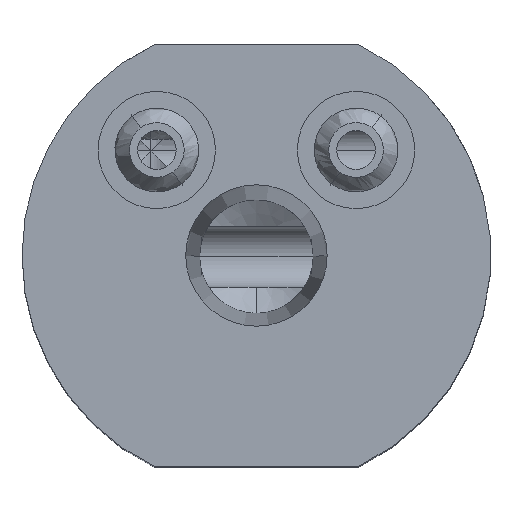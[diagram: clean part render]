
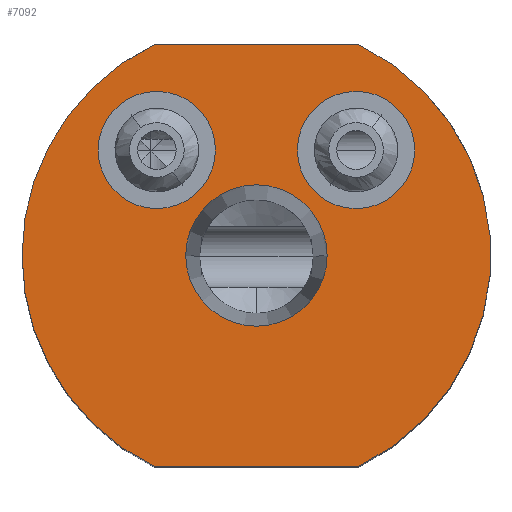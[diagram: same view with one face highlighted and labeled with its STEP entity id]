
A CAD part, top view. The second image highlights one B-rep face of the part: STEP entity #7092.
In plain terms, the highlighted planar face has unit normal (0, 0, 1).
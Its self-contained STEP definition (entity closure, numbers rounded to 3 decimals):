
#3 = CARTESIAN_POINT ( 'NONE',  ( -8.5, 9., 82. ) ) ;
#150 = ORIENTED_EDGE ( 'NONE', *, *, #840, .T. ) ;
#223 = EDGE_CURVE ( 'NONE', #4011, #475, #3013, .T. ) ;
#279 = CARTESIAN_POINT ( 'NONE',  ( 0., 0., 82. ) ) ;
#302 = AXIS2_PLACEMENT_3D ( 'NONE', #901, #2530, #6993 ) ;
#303 = VERTEX_POINT ( 'NONE', #2488 ) ;
#326 = EDGE_CURVE ( 'NONE', #303, #4869, #5543, .T. ) ;
#331 = CARTESIAN_POINT ( 'NONE',  ( -8.718, 18., 82. ) ) ;
#332 = ORIENTED_EDGE ( 'NONE', *, *, #6812, .T. ) ;
#373 = VERTEX_POINT ( 'NONE', #3714 ) ;
#475 = VERTEX_POINT ( 'NONE', #331 ) ;
#493 = AXIS2_PLACEMENT_3D ( 'NONE', #4501, #4480, #3840 ) ;
#759 = AXIS2_PLACEMENT_3D ( 'NONE', #1987, #2539, #4706 ) ;
#807 = CARTESIAN_POINT ( 'NONE',  ( 8.718, -18., 82. ) ) ;
#838 = EDGE_LOOP ( 'NONE', ( #3560, #332 ) ) ;
#840 = EDGE_CURVE ( 'NONE', #4551, #303, #4231, .T. ) ;
#901 = CARTESIAN_POINT ( 'NONE',  ( 8.5, 9., 82. ) ) ;
#952 = AXIS2_PLACEMENT_3D ( 'NONE', #1791, #1858, #3459 ) ;
#1062 = ORIENTED_EDGE ( 'NONE', *, *, #2707, .F. ) ;
#1131 = DIRECTION ( 'NONE',  ( 0., 0., 1. ) ) ;
#1157 = DIRECTION ( 'NONE',  ( 1., 0., 0. ) ) ;
#1229 = CARTESIAN_POINT ( 'NONE',  ( 0., 0., 82. ) ) ;
#1262 = CARTESIAN_POINT ( 'NONE',  ( 8.718, 18., 82. ) ) ;
#1275 = VERTEX_POINT ( 'NONE', #6477 ) ;
#1450 = CIRCLE ( 'NONE', #1704, 6.032 ) ;
#1664 = ORIENTED_EDGE ( 'NONE', *, *, #6037, .T. ) ;
#1677 = DIRECTION ( 'NONE',  ( 0., 0., -1. ) ) ;
#1704 = AXIS2_PLACEMENT_3D ( 'NONE', #279, #4712, #6401 ) ;
#1772 = CARTESIAN_POINT ( 'NONE',  ( 0., 18., 82. ) ) ;
#1791 = CARTESIAN_POINT ( 'NONE',  ( 0., 0., 82. ) ) ;
#1846 = DIRECTION ( 'NONE',  ( 0., 0., -1. ) ) ;
#1858 = DIRECTION ( 'NONE',  ( 0., 0., 1. ) ) ;
#1904 = CIRCLE ( 'NONE', #759, 5. ) ;
#1951 = ORIENTED_EDGE ( 'NONE', *, *, #3492, .T. ) ;
#1987 = CARTESIAN_POINT ( 'NONE',  ( -8.5, 9., 82. ) ) ;
#2300 = DIRECTION ( 'NONE',  ( 1., 0., 0. ) ) ;
#2488 = CARTESIAN_POINT ( 'NONE',  ( -8.718, -18., 82. ) ) ;
#2530 = DIRECTION ( 'NONE',  ( 0., 0., -1. ) ) ;
#2539 = DIRECTION ( 'NONE',  ( 0., 0., -1. ) ) ;
#2613 = DIRECTION ( 'NONE',  ( 0., 0., -1. ) ) ;
#2688 = CARTESIAN_POINT ( 'NONE',  ( 3.5, 9., 82. ) ) ;
#2707 = EDGE_CURVE ( 'NONE', #4011, #4869, #5284, .T. ) ;
#2721 = VERTEX_POINT ( 'NONE', #2688 ) ;
#2740 = AXIS2_PLACEMENT_3D ( 'NONE', #4415, #1131, #5001 ) ;
#2773 = FACE_OUTER_BOUND ( 'NONE', #5820, .T. ) ;
#2838 = DIRECTION ( 'NONE',  ( 1., 0., 0. ) ) ;
#2898 = EDGE_LOOP ( 'NONE', ( #7056, #1664 ) ) ;
#2924 = CIRCLE ( 'NONE', #2945, 6.032 ) ;
#2945 = AXIS2_PLACEMENT_3D ( 'NONE', #1229, #1846, #2300 ) ;
#3013 = LINE ( 'NONE', #1772, #6740 ) ;
#3123 = AXIS2_PLACEMENT_3D ( 'NONE', #3276, #2613, #3775 ) ;
#3208 = CIRCLE ( 'NONE', #3252, 5. ) ;
#3252 = AXIS2_PLACEMENT_3D ( 'NONE', #3, #1677, #1157 ) ;
#3276 = CARTESIAN_POINT ( 'NONE',  ( 0., 0., 82. ) ) ;
#3396 = VERTEX_POINT ( 'NONE', #6664 ) ;
#3457 = CARTESIAN_POINT ( 'NONE',  ( -6.032, 0., 82. ) ) ;
#3459 = DIRECTION ( 'NONE',  ( -1., 0., 0. ) ) ;
#3492 = EDGE_CURVE ( 'NONE', #2721, #3396, #5635, .T. ) ;
#3560 = ORIENTED_EDGE ( 'NONE', *, *, #6970, .T. ) ;
#3598 = CARTESIAN_POINT ( 'NONE',  ( -15.197, -18., 82. ) ) ;
#3714 = CARTESIAN_POINT ( 'NONE',  ( -3.5, 9., 82. ) ) ;
#3743 = ORIENTED_EDGE ( 'NONE', *, *, #4819, .T. ) ;
#3775 = DIRECTION ( 'NONE',  ( -1., 0., 0. ) ) ;
#3788 = VECTOR ( 'NONE', #4283, 1000. ) ;
#3840 = DIRECTION ( 'NONE',  ( -1., 0., 0. ) ) ;
#3976 = FACE_BOUND ( 'NONE', #838, .T. ) ;
#3979 = EDGE_CURVE ( 'NONE', #475, #4551, #6671, .T. ) ;
#3998 = ORIENTED_EDGE ( 'NONE', *, *, #223, .T. ) ;
#4011 = VERTEX_POINT ( 'NONE', #1262 ) ;
#4149 = CIRCLE ( 'NONE', #6647, 5. ) ;
#4231 = CIRCLE ( 'NONE', #493, 20. ) ;
#4283 = DIRECTION ( 'NONE',  ( 1., 0., 0. ) ) ;
#4415 = CARTESIAN_POINT ( 'NONE',  ( 0., 0., 82. ) ) ;
#4480 = DIRECTION ( 'NONE',  ( 0., 0., 1. ) ) ;
#4501 = CARTESIAN_POINT ( 'NONE',  ( 0., 0., 82. ) ) ;
#4541 = CARTESIAN_POINT ( 'NONE',  ( -20., 0., 82. ) ) ;
#4551 = VERTEX_POINT ( 'NONE', #4541 ) ;
#4558 = VERTEX_POINT ( 'NONE', #3457 ) ;
#4562 = CARTESIAN_POINT ( 'NONE',  ( 8.5, 9., 82. ) ) ;
#4706 = DIRECTION ( 'NONE',  ( 1., 0., 0. ) ) ;
#4712 = DIRECTION ( 'NONE',  ( 0., 0., -1. ) ) ;
#4783 = ORIENTED_EDGE ( 'NONE', *, *, #326, .T. ) ;
#4819 = EDGE_CURVE ( 'NONE', #3396, #2721, #4149, .T. ) ;
#4869 = VERTEX_POINT ( 'NONE', #807 ) ;
#5001 = DIRECTION ( 'NONE',  ( 1., 0., 0. ) ) ;
#5284 = CIRCLE ( 'NONE', #3123, 20. ) ;
#5320 = VERTEX_POINT ( 'NONE', #6546 ) ;
#5543 = LINE ( 'NONE', #3598, #3788 ) ;
#5635 = CIRCLE ( 'NONE', #302, 5. ) ;
#5820 = EDGE_LOOP ( 'NONE', ( #4783, #1062, #3998, #6468, #150 ) ) ;
#5991 = FACE_BOUND ( 'NONE', #6358, .T. ) ;
#6037 = EDGE_CURVE ( 'NONE', #4558, #1275, #2924, .T. ) ;
#6046 = PLANE ( 'NONE',  #2740 ) ;
#6155 = DIRECTION ( 'NONE',  ( 0., 0., -1. ) ) ;
#6350 = EDGE_CURVE ( 'NONE', #1275, #4558, #1450, .T. ) ;
#6358 = EDGE_LOOP ( 'NONE', ( #3743, #1951 ) ) ;
#6401 = DIRECTION ( 'NONE',  ( 1., 0., 0. ) ) ;
#6468 = ORIENTED_EDGE ( 'NONE', *, *, #3979, .T. ) ;
#6477 = CARTESIAN_POINT ( 'NONE',  ( 6.032, 0., 82. ) ) ;
#6546 = CARTESIAN_POINT ( 'NONE',  ( -13.5, 9., 82. ) ) ;
#6647 = AXIS2_PLACEMENT_3D ( 'NONE', #4562, #6155, #2838 ) ;
#6664 = CARTESIAN_POINT ( 'NONE',  ( 13.5, 9., 82. ) ) ;
#6671 = CIRCLE ( 'NONE', #952, 20. ) ;
#6740 = VECTOR ( 'NONE', #6871, 1000. ) ;
#6812 = EDGE_CURVE ( 'NONE', #5320, #373, #1904, .T. ) ;
#6871 = DIRECTION ( 'NONE',  ( -1., 0., 0. ) ) ;
#6970 = EDGE_CURVE ( 'NONE', #373, #5320, #3208, .T. ) ;
#6993 = DIRECTION ( 'NONE',  ( 1., 0., 0. ) ) ;
#7016 = FACE_BOUND ( 'NONE', #2898, .T. ) ;
#7056 = ORIENTED_EDGE ( 'NONE', *, *, #6350, .T. ) ;
#7092 = ADVANCED_FACE ( 'NONE', ( #2773, #7016, #5991, #3976 ), #6046, .T. ) ;
